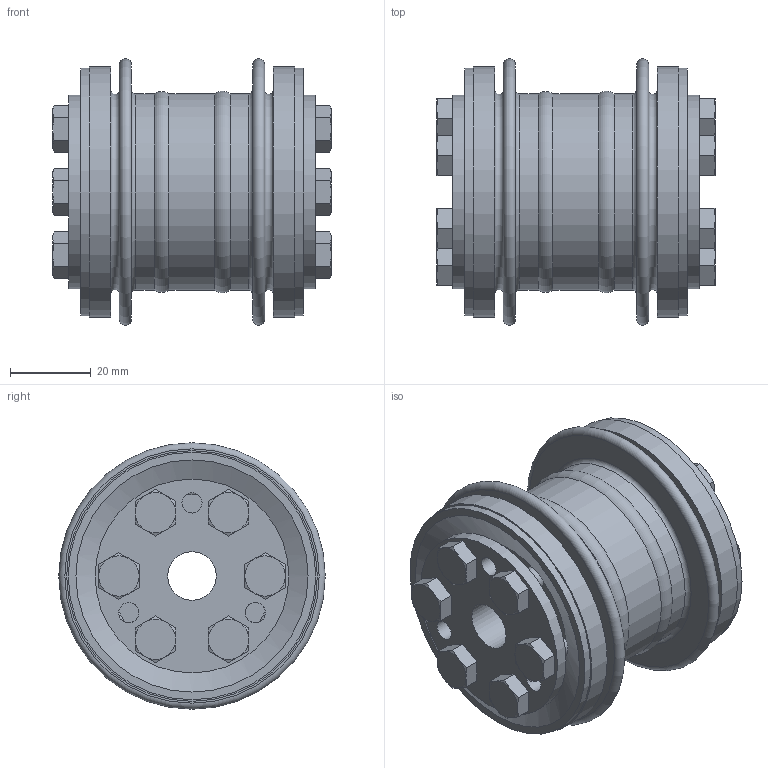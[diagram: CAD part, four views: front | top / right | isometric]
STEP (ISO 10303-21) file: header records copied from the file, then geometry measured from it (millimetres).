
FILE_DESCRIPTION( ( 'Unknown' ), '1' );
FILE_NAME( 'KSS 65.stp', 'Unknown', ( 'Unknown' ), ( 'Unknown' ), 'PSStep 10.1', 'Unknown', ' ' );
FILE_SCHEMA( ( 'AUTOMOTIVE_DESIGN { 1 0 10303 214 1 1 1 1 }' ) );
Length unit declared in the file: millimetre
Products named in the file (1): KT100088
Bounding box: 68.98 x 66 x 66 mm (x, y, z)
Volume: 91866.4 mm3; surface area: 57366.9 mm2
Topology: 1 solids, 1 shells, 328 faces, 785 edges, 499 vertices
Faces by surface type: plane 156, cone 80, cylinder 72, torus 20
Full cylindrical faces by diameter (mm): 5 x18, 6 x12, 6.4 x12, 8.7 x12, 12 x2, 28.5 x2, 44 x2, 47.8 x3, 48 x2, 48.6 x3, 61.3 x2, 62.1 x2
Entity records: 11892 total; most frequent: CARTESIAN_POINT 2441, DIRECTION 1402, ORIENTED_EDGE 1260, EDGE_CURVE 630, AXIS2_PLACEMENT_3D 629, EDGE_LOOP 506, VERTEX_POINT 444, FACE_OUTER_BOUND 420
